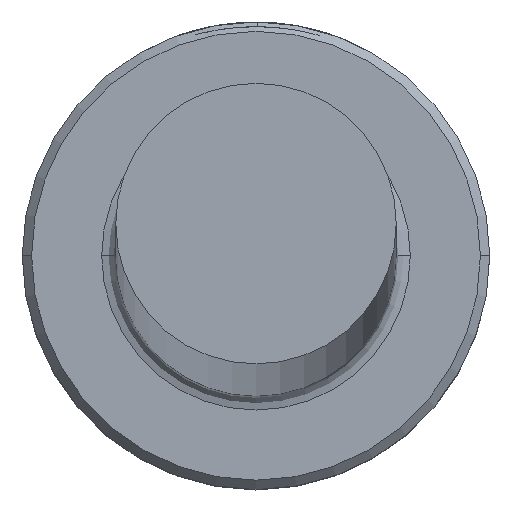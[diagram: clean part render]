
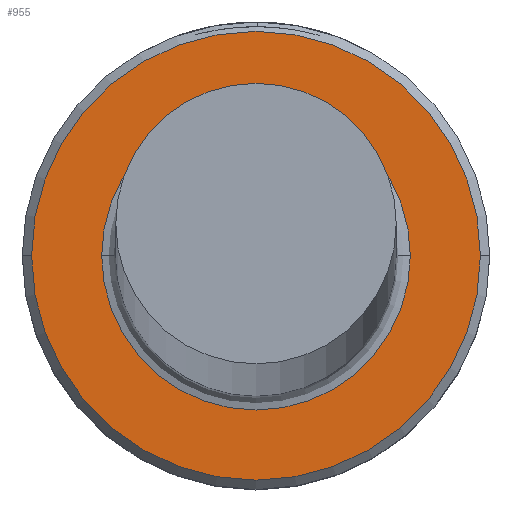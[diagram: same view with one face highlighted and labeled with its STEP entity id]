
A CAD part, top view. The second image highlights one B-rep face of the part: STEP entity #955.
In plain terms, the highlighted planar face has unit normal (0, 0, 1).
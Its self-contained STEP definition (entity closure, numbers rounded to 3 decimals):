
#6 = DIRECTION ( 'NONE',  ( 0., 0., -1. ) ) ;
#8 = CIRCLE ( 'NONE', #20, 3.3 ) ;
#13 = CARTESIAN_POINT ( 'NONE',  ( 0., 0., 6. ) ) ;
#20 = AXIS2_PLACEMENT_3D ( 'NONE', #836, #287, #918 ) ;
#63 = CIRCLE ( 'NONE', #171, 4.8 ) ;
#95 = DIRECTION ( 'NONE',  ( 0., 0., 1. ) ) ;
#107 = CIRCLE ( 'NONE', #472, 4.8 ) ;
#117 = CARTESIAN_POINT ( 'NONE',  ( 4.8, 0., 6. ) ) ;
#140 = DIRECTION ( 'NONE',  ( -1., 0., 0. ) ) ;
#147 = ORIENTED_EDGE ( 'NONE', *, *, #507, .T. ) ;
#162 = ORIENTED_EDGE ( 'NONE', *, *, #602, .T. ) ;
#171 = AXIS2_PLACEMENT_3D ( 'NONE', #376, #279, #187 ) ;
#187 = DIRECTION ( 'NONE',  ( 1., 0., 0. ) ) ;
#208 = CARTESIAN_POINT ( 'NONE',  ( 0., 0., 6. ) ) ;
#242 = ORIENTED_EDGE ( 'NONE', *, *, #292, .T. ) ;
#279 = DIRECTION ( 'NONE',  ( 0., 0., 1. ) ) ;
#287 = DIRECTION ( 'NONE',  ( 0., 0., -1. ) ) ;
#292 = EDGE_CURVE ( 'NONE', #349, #790, #107, .T. ) ;
#346 = FACE_OUTER_BOUND ( 'NONE', #1034, .T. ) ;
#349 = VERTEX_POINT ( 'NONE', #819 ) ;
#376 = CARTESIAN_POINT ( 'NONE',  ( 0., 0., 6. ) ) ;
#472 = AXIS2_PLACEMENT_3D ( 'NONE', #13, #1098, #1089 ) ;
#507 = EDGE_CURVE ( 'NONE', #790, #349, #63, .T. ) ;
#582 = CARTESIAN_POINT ( 'NONE',  ( 3.3, 0., 6. ) ) ;
#602 = EDGE_CURVE ( 'NONE', #859, #761, #791, .T. ) ;
#654 = CARTESIAN_POINT ( 'NONE',  ( 0., 0., 6. ) ) ;
#723 = EDGE_CURVE ( 'NONE', #761, #859, #8, .T. ) ;
#730 = EDGE_LOOP ( 'NONE', ( #162, #775 ) ) ;
#744 = DIRECTION ( 'NONE',  ( 1., 0., 0. ) ) ;
#761 = VERTEX_POINT ( 'NONE', #582 ) ;
#773 = CARTESIAN_POINT ( 'NONE',  ( -3.3, 0., 6. ) ) ;
#775 = ORIENTED_EDGE ( 'NONE', *, *, #723, .T. ) ;
#790 = VERTEX_POINT ( 'NONE', #117 ) ;
#791 = CIRCLE ( 'NONE', #796, 3.3 ) ;
#796 = AXIS2_PLACEMENT_3D ( 'NONE', #208, #6, #140 ) ;
#819 = CARTESIAN_POINT ( 'NONE',  ( -4.8, 0., 6. ) ) ;
#830 = FACE_BOUND ( 'NONE', #730, .T. ) ;
#836 = CARTESIAN_POINT ( 'NONE',  ( 0., 0., 6. ) ) ;
#859 = VERTEX_POINT ( 'NONE', #773 ) ;
#918 = DIRECTION ( 'NONE',  ( -1., 0., 0. ) ) ;
#955 = ADVANCED_FACE ( 'NONE', ( #346, #830 ), #988, .T. ) ;
#988 = PLANE ( 'NONE',  #1144 ) ;
#1034 = EDGE_LOOP ( 'NONE', ( #242, #147 ) ) ;
#1089 = DIRECTION ( 'NONE',  ( 1., 0., 0. ) ) ;
#1098 = DIRECTION ( 'NONE',  ( 0., 0., 1. ) ) ;
#1144 = AXIS2_PLACEMENT_3D ( 'NONE', #654, #95, #744 ) ;
